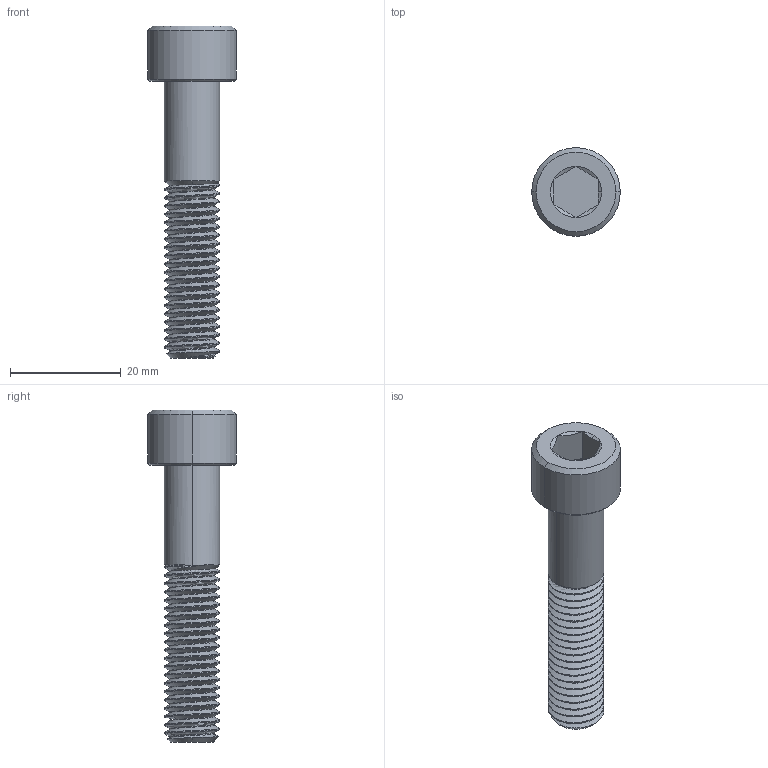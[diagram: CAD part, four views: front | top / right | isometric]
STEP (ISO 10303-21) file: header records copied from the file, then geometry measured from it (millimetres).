
FILE_DESCRIPTION (( 'STEP AP203' ), '1' );
FILE_NAME ('91292A164_18-8 Stainless Steel Socket Head Screw.STEP', '2021-07-12T14:52:25', ( 'Administrator' ), ( 'Managed by Terraform' ), 'SwSTEP 2.0', 'SolidWorks 2017', '' );
FILE_SCHEMA (( 'CONFIG_CONTROL_DESIGN' ));
Length unit declared in the file: millimetre
Products named in the file (1): 91292A164_18-8 Stainless Steel Socket Head Screw
Bounding box: 16 x 16 x 60 mm (x, y, z)
Volume: 5128.6 mm3; surface area: 3141.2 mm2
Topology: 1 solids, 1 shells, 74 faces, 193 edges, 123 vertices
Faces by surface type: cylinder 45, cone 16, plane 10, bspline 3
Entity records: 5920 total; most frequent: CARTESIAN_POINT 4313, ORIENTED_EDGE 386, DIRECTION 258, EDGE_CURVE 193, VERTEX_POINT 123, AXIS2_PLACEMENT_3D 96, EDGE_LOOP 76, ADVANCED_FACE 74
